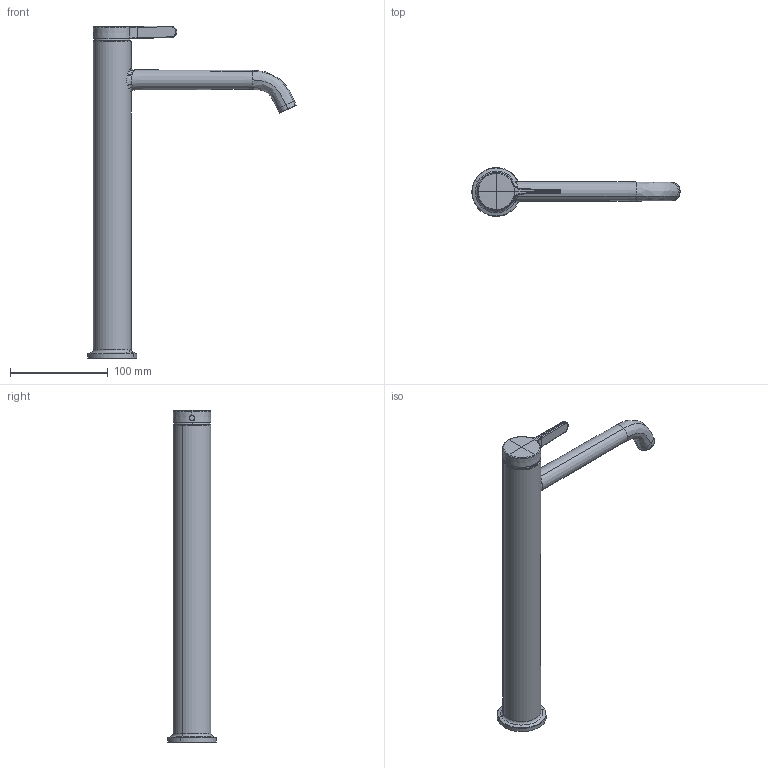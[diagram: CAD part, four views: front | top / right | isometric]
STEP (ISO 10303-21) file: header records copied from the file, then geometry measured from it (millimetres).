
FILE_DESCRIPTION(('CATIA V6 STEP','CAx-IF Rec.Pracs.--- Model Styling and Organization---1.4--- 2014-01-23','CAx-IF Rec.Pracs.---3D Tessellated Data Validation Properties---0.5---2014-09-14'),'2;1');
FILE_NAME('prd-HG-00016104.stp','2020-12-07T14:23:18+00:00',('none'),('none'),'3DEXPERIENCE Platform3DEXPERIENCE R2019x HotFix 5','3DEXPERIENCE Platform STEP AP242 v1','none');
FILE_SCHEMA(('AP242_MANAGED_MODEL_BASED_3D_ENGINEERING_MIM_LF {1 0 10303 442 1 1 4}'));
Length unit declared in the file: millimetre
Products named in the file (7): P-2_AX_One_WTM_260_Hebelgr.o.Zugstange; P-2_Griff_WTM_AX_BO_VHG; V5_Griffstopfen_KHM_M54; V5_SR_CA-M16,5x1_HC_1,5gpm-air_gruen-weiss; V5_SR_CA-M16,5x1_HC_1,5gpm-air_gruen-weiss_1; V5_P_2_Rosette_KHM_M54; P-2_GK_Highriser_M25_XS_AX_BO
Assembly tree (6 placements, depth 3):
  P-2_AX_One_WTM_260_Hebelgr.o.Zugstange
    P-2_Griff_WTM_AX_BO_VHG
    V5_Griffstopfen_KHM_M54
    V5_SR_CA-M16,5x1_HC_1,5gpm-air_gruen-weiss
      V5_SR_CA-M16,5x1_HC_1,5gpm-air_gruen-weiss_1
    V5_P_2_Rosette_KHM_M54
    P-2_GK_Highriser_M25_XS_AX_BO
Bounding box: 213.5 x 49.99 x 340.22 mm (x, y, z)
Volume: 470070 mm3; surface area: 64642.3 mm2
Topology: 6 solids, 6 shells, 822 faces, 2091 edges, 1341 vertices
Faces by surface type: plane 563, bspline 81, cylinder 76, torus 63, cone 31, extrusion 4, revolution 2, sphere 2
Entity records: 30007 total; most frequent: CARTESIAN_POINT 11079, ORIENTED_EDGE 4174, DIRECTION 3187, EDGE_CURVE 2087, VECTOR 1444, LINE 1440, VERTEX_POINT 1341, AXIS2_PLACEMENT_3D 1029
